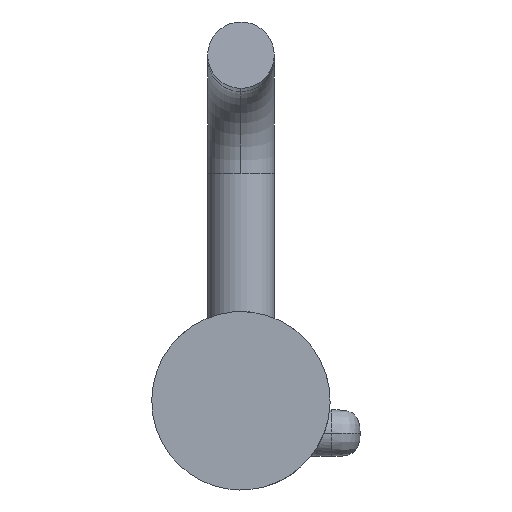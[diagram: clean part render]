
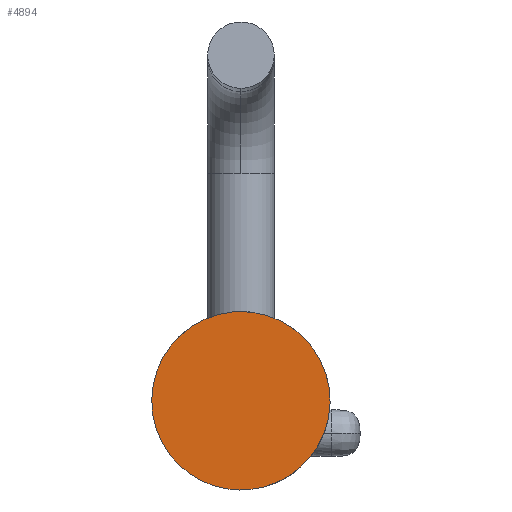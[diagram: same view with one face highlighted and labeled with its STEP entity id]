
A CAD part, front view. The second image highlights one B-rep face of the part: STEP entity #4894.
In plain terms, the highlighted planar face has unit normal (0, -1, 0).
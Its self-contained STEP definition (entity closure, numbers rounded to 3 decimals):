
#105 = DIRECTION ( 'NONE',  ( 0., 1., 0. ) ) ;
#485 = CARTESIAN_POINT ( 'NONE',  ( -6.26, 0.2, -30.061 ) ) ;
#532 = PLANE ( 'NONE',  #2647 ) ;
#926 = CARTESIAN_POINT ( 'NONE',  ( -10.995, 0.2, -28.677 ) ) ;
#974 = CARTESIAN_POINT ( 'NONE',  ( 28.86, 0.2, -17.152 ) ) ;
#1145 = VERTEX_POINT ( 'NONE', #5230 ) ;
#1365 = CARTESIAN_POINT ( 'NONE',  ( -3.758, 0.2, -30.439 ) ) ;
#1380 = CARTESIAN_POINT ( 'NONE',  ( -32.179, 0.2, -9.636 ) ) ;
#1429 = CARTESIAN_POINT ( 'NONE',  ( 3.69, 0.2, -30.485 ) ) ;
#1829 = CARTESIAN_POINT ( 'NONE',  ( -13.086, 0.2, 32.675 ) ) ;
#1874 = CARTESIAN_POINT ( 'NONE',  ( -1.239, 0.2, -30.679 ) ) ;
#1992 = FACE_OUTER_BOUND ( 'NONE', #4320, .T. ) ;
#2313 = CARTESIAN_POINT ( 'NONE',  ( -3.758, 0.2, -30.439 ) ) ;
#2647 = AXIS2_PLACEMENT_3D ( 'NONE', #2753, #105, #3198 ) ;
#2733 = CARTESIAN_POINT ( 'NONE',  ( 20.602, 0.2, 28.526 ) ) ;
#2753 = CARTESIAN_POINT ( 'NONE',  ( 0., 0.2, 0.081 ) ) ;
#3198 = DIRECTION ( 'NONE',  ( 0., 0., -1. ) ) ;
#3212 = VERTEX_POINT ( 'NONE', #3573 ) ;
#3570 = CARTESIAN_POINT ( 'NONE',  ( -8.671, 0.2, -29.46 ) ) ;
#3573 = CARTESIAN_POINT ( 'NONE',  ( 3.758, 0.2, 30.6 ) ) ;
#3615 = CARTESIAN_POINT ( 'NONE',  ( 32.594, 0.2, 13.167 ) ) ;
#3855 = B_SPLINE_CURVE_WITH_KNOTS ( 'NONE', 3,
 ( #4027, #2733, #3615, #974, #4049, #1429, #4491, #1874, #4933, #2313 ),
 .UNSPECIFIED., .F., .F.,
 ( 4, 2, 1, 1, 1, 1, 4 ),
 ( 0.096, 0.144, 0.182, 0.185, 0.187, 0.189, 0.192 ),
 .UNSPECIFIED. ) ;
#3956 = ORIENTED_EDGE ( 'NONE', *, *, #4892, .F. ) ;
#3999 = CARTESIAN_POINT ( 'NONE',  ( -24.377, 0.2, -22.944 ) ) ;
#4027 = CARTESIAN_POINT ( 'NONE',  ( 3.758, 0.2, 30.6 ) ) ;
#4049 = CARTESIAN_POINT ( 'NONE',  ( 18.063, 0.2, -28.17 ) ) ;
#4197 = B_SPLINE_CURVE_WITH_KNOTS ( 'NONE', 3,
 ( #1365, #5633, #485, #3570, #926, #3999, #1380, #4445, #1829, #4885 ),
 .UNSPECIFIED., .F., .F.,
 ( 4, 1, 1, 1, 1, 2, 4 ),
 ( 0., 0.002, 0.005, 0.007, 0.01, 0.048, 0.096 ),
 .UNSPECIFIED. ) ;
#4238 = ORIENTED_EDGE ( 'NONE', *, *, #5371, .F. ) ;
#4320 = EDGE_LOOP ( 'NONE', ( #4238, #3956 ) ) ;
#4445 = CARTESIAN_POINT ( 'NONE',  ( -28.445, 0.2, 20.683 ) ) ;
#4491 = CARTESIAN_POINT ( 'NONE',  ( 1.245, 0.2, -30.681 ) ) ;
#4885 = CARTESIAN_POINT ( 'NONE',  ( 3.758, 0.2, 30.6 ) ) ;
#4892 = EDGE_CURVE ( 'NONE', #3212, #1145, #3855, .T. ) ;
#4894 = ADVANCED_FACE ( 'NONE', ( #1992 ), #532, .F. ) ;
#4933 = CARTESIAN_POINT ( 'NONE',  ( -2.916, 0.2, -30.542 ) ) ;
#5230 = CARTESIAN_POINT ( 'NONE',  ( -3.758, 0.2, -30.439 ) ) ;
#5371 = EDGE_CURVE ( 'NONE', #1145, #3212, #4197, .T. ) ;
#5633 = CARTESIAN_POINT ( 'NONE',  ( -4.6, 0.2, -30.335 ) ) ;
